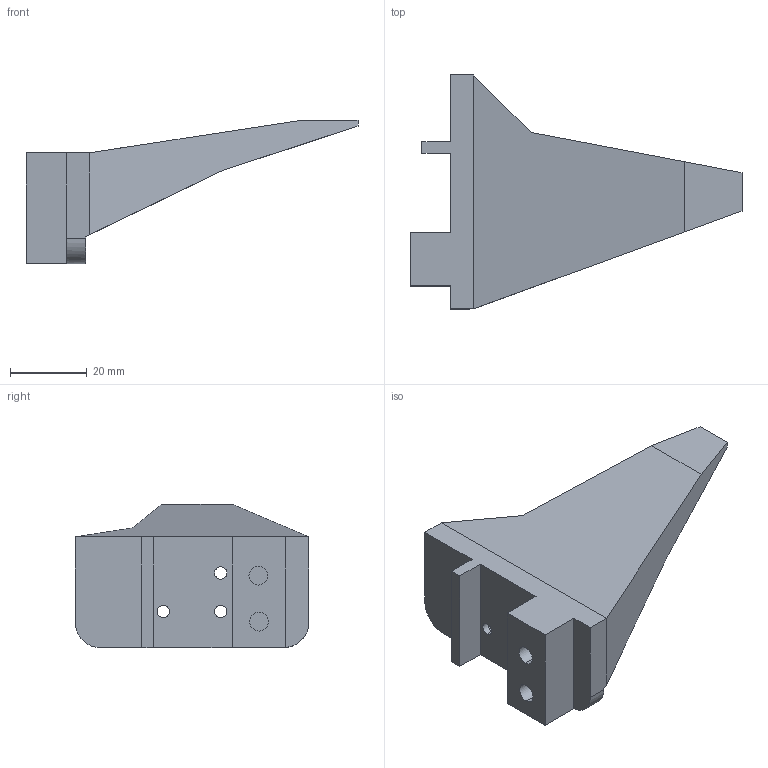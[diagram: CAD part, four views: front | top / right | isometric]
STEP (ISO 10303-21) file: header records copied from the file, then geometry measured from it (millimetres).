
FILE_DESCRIPTION (( 'STEP AP203' ), '1' );
FILE_NAME ('¼Ð×¦1-V2 (1)kbDz(1).STEP', '2025-02-06T07:37:00', ( '' ), ( '' ), 'SwSTEP 2.0', 'SolidWorks 2022', '' );
FILE_SCHEMA (( 'CONFIG_CONTROL_DESIGN' ));
Length unit declared in the file: millimetre
Products named in the file (1): 標蛈1-V2 (1)kbDz(1)
Bounding box: 86.6 x 61 x 37.35 mm (x, y, z)
Volume: 26144.2 mm3; surface area: 13420.5 mm2
Topology: 1 solids, 1 shells, 51 faces, 130 edges, 86 vertices
Faces by surface type: plane 33, cylinder 18
Entity records: 1634 total; most frequent: DIRECTION 271, CARTESIAN_POINT 268, ORIENTED_EDGE 260, EDGE_CURVE 130, LINE 93, VECTOR 93, AXIS2_PLACEMENT_3D 89, VERTEX_POINT 86
